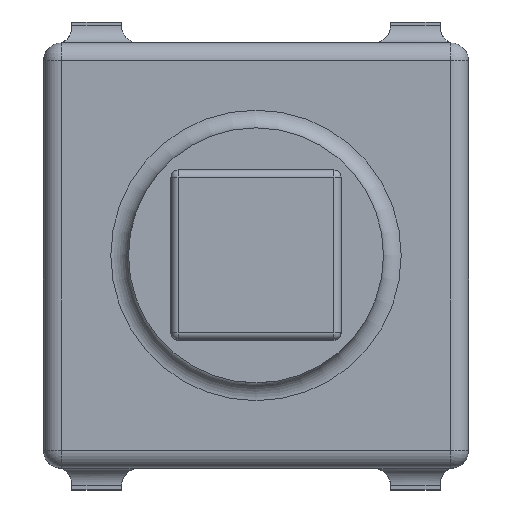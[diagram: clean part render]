
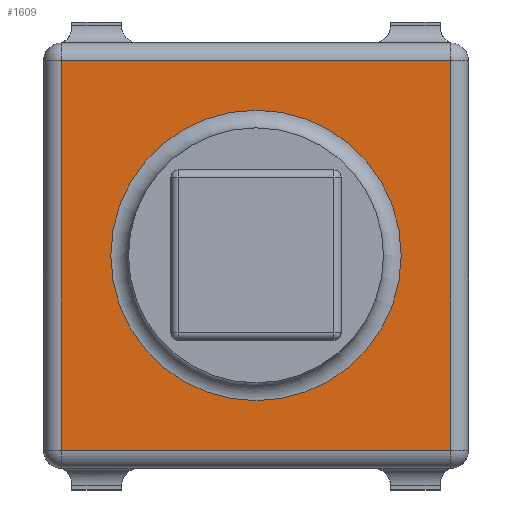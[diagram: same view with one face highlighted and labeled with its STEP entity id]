
A CAD part, top view. The second image highlights one B-rep face of the part: STEP entity #1609.
In plain terms, the highlighted planar face has unit normal (0, 0, 1).
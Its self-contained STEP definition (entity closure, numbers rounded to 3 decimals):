
#15=FACE_BOUND('',#341,.T.);
#98=CIRCLE('',#1789,20.5);
#151=PLANE('',#1790);
#234=FACE_OUTER_BOUND('',#340,.T.);
#340=EDGE_LOOP('',(#1280,#1281,#1282,#1283));
#341=EDGE_LOOP('',(#1284));
#479=LINE('',#2861,#612);
#480=LINE('',#2863,#613);
#481=LINE('',#2865,#614);
#482=LINE('',#2866,#615);
#612=VECTOR('',#2180,10.);
#613=VECTOR('',#2181,10.);
#614=VECTOR('',#2182,10.);
#615=VECTOR('',#2183,10.);
#772=VERTEX_POINT('',#2855);
#773=VERTEX_POINT('',#2859);
#774=VERTEX_POINT('',#2860);
#775=VERTEX_POINT('',#2862);
#776=VERTEX_POINT('',#2864);
#960=EDGE_CURVE('',#772,#772,#98,.T.);
#961=EDGE_CURVE('',#773,#774,#479,.T.);
#962=EDGE_CURVE('',#775,#773,#480,.T.);
#963=EDGE_CURVE('',#776,#775,#481,.T.);
#964=EDGE_CURVE('',#774,#776,#482,.T.);
#1280=ORIENTED_EDGE('',*,*,#961,.F.);
#1281=ORIENTED_EDGE('',*,*,#962,.F.);
#1282=ORIENTED_EDGE('',*,*,#963,.F.);
#1283=ORIENTED_EDGE('',*,*,#964,.F.);
#1284=ORIENTED_EDGE('',*,*,#960,.F.);
#1609=ADVANCED_FACE('',(#234,#15),#151,.T.);
#1789=AXIS2_PLACEMENT_3D('',#2857,#2176,#2177);
#1790=AXIS2_PLACEMENT_3D('',#2858,#2178,#2179);
#2176=DIRECTION('center_axis',(0.,0.,1.));
#2177=DIRECTION('ref_axis',(-1.,0.,0.));
#2178=DIRECTION('center_axis',(0.,0.,1.));
#2179=DIRECTION('ref_axis',(1.,0.,0.));
#2180=DIRECTION('',(0.,1.,0.));
#2181=DIRECTION('',(-1.,0.,0.));
#2182=DIRECTION('',(0.,-1.,0.));
#2183=DIRECTION('',(1.,0.,0.));
#2855=CARTESIAN_POINT('',(20.5,0.,30.));
#2857=CARTESIAN_POINT('Origin',(0.,0.,30.));
#2858=CARTESIAN_POINT('Origin',(0.,0.,30.));
#2859=CARTESIAN_POINT('',(-27.5,-27.5,30.));
#2860=CARTESIAN_POINT('',(-27.5,27.5,30.));
#2861=CARTESIAN_POINT('',(-27.5,15.,30.));
#2862=CARTESIAN_POINT('',(27.5,-27.5,30.));
#2863=CARTESIAN_POINT('',(-15.,-27.5,30.));
#2864=CARTESIAN_POINT('',(27.5,27.5,30.));
#2865=CARTESIAN_POINT('',(27.5,-15.,30.));
#2866=CARTESIAN_POINT('',(15.,27.5,30.));
